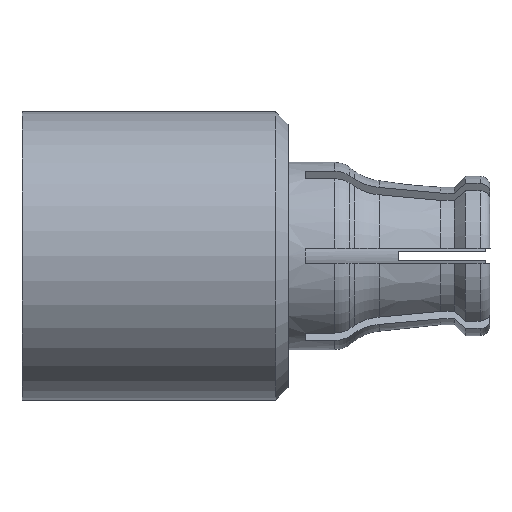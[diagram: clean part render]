
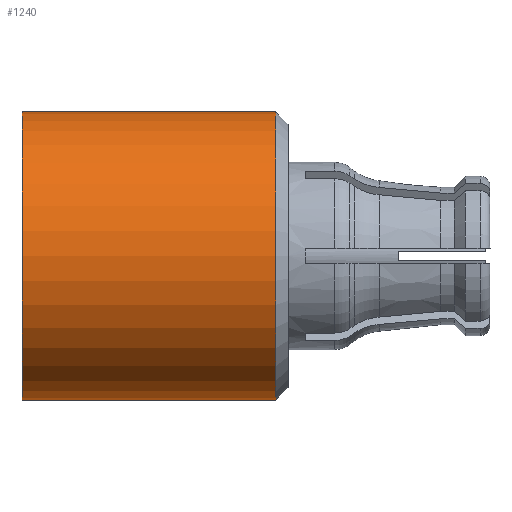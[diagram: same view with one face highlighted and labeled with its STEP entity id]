
A CAD part, top view. The second image highlights one B-rep face of the part: STEP entity #1240.
In plain terms, the highlighted cylindrical face has radius 1.486 mm (diameter 2.972 mm), a partial arc.
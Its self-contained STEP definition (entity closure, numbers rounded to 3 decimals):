
#26 = ORIENTED_EDGE ( 'NONE', *, *, #2961, .F. ) ;
#49 = EDGE_LOOP ( 'NONE', ( #3094, #996, #26, #4108 ) ) ;
#280 = AXIS2_PLACEMENT_3D ( 'NONE', #2278, #3319, #1635 ) ;
#313 = EDGE_CURVE ( 'NONE', #2027, #1513, #962, .T. ) ;
#332 = CYLINDRICAL_SURFACE ( 'NONE', #280, 1.486 ) ;
#392 = VERTEX_POINT ( 'NONE', #3522 ) ;
#461 = DIRECTION ( 'NONE',  ( 1., 0., 0. ) ) ;
#695 = CARTESIAN_POINT ( 'NONE',  ( -5.026, -1.486, 0. ) ) ;
#741 = FACE_OUTER_BOUND ( 'NONE', #49, .T. ) ;
#879 = CIRCLE ( 'NONE', #1629, 1.486 ) ;
#962 = LINE ( 'NONE', #1258, #1645 ) ;
#996 = ORIENTED_EDGE ( 'NONE', *, *, #313, .T. ) ;
#1184 = DIRECTION ( 'NONE',  ( 0., 1., 0. ) ) ;
#1240 = ADVANCED_FACE ( 'NONE', ( #741 ), #332, .T. ) ;
#1258 = CARTESIAN_POINT ( 'NONE',  ( -5.226, -1.486, 0. ) ) ;
#1279 = VECTOR ( 'NONE', #2231, 1000. ) ;
#1512 = CIRCLE ( 'NONE', #2058, 1.486 ) ;
#1513 = VERTEX_POINT ( 'NONE', #2656 ) ;
#1548 = DIRECTION ( 'NONE',  ( 1., 0., 0. ) ) ;
#1629 = AXIS2_PLACEMENT_3D ( 'NONE', #3579, #1548, #2855 ) ;
#1635 = DIRECTION ( 'NONE',  ( 0., 1., 0. ) ) ;
#1645 = VECTOR ( 'NONE', #3201, 1000. ) ;
#1690 = CARTESIAN_POINT ( 'NONE',  ( -5.026, 1.486, 0. ) ) ;
#1941 = LINE ( 'NONE', #2319, #1279 ) ;
#2010 = VERTEX_POINT ( 'NONE', #1690 ) ;
#2027 = VERTEX_POINT ( 'NONE', #695 ) ;
#2058 = AXIS2_PLACEMENT_3D ( 'NONE', #2739, #461, #1184 ) ;
#2231 = DIRECTION ( 'NONE',  ( 1., 0., 0. ) ) ;
#2278 = CARTESIAN_POINT ( 'NONE',  ( -5.226, 0., 0. ) ) ;
#2319 = CARTESIAN_POINT ( 'NONE',  ( -5.226, 1.486, 0. ) ) ;
#2656 = CARTESIAN_POINT ( 'NONE',  ( -2.41, -1.486, 0. ) ) ;
#2739 = CARTESIAN_POINT ( 'NONE',  ( -2.41, 0., 0. ) ) ;
#2855 = DIRECTION ( 'NONE',  ( 0., 1., 0. ) ) ;
#2961 = EDGE_CURVE ( 'NONE', #392, #1513, #1512, .T. ) ;
#3094 = ORIENTED_EDGE ( 'NONE', *, *, #3113, .T. ) ;
#3113 = EDGE_CURVE ( 'NONE', #2010, #2027, #879, .T. ) ;
#3201 = DIRECTION ( 'NONE',  ( 1., 0., 0. ) ) ;
#3319 = DIRECTION ( 'NONE',  ( 1., 0., 0. ) ) ;
#3522 = CARTESIAN_POINT ( 'NONE',  ( -2.41, 1.486, 0. ) ) ;
#3579 = CARTESIAN_POINT ( 'NONE',  ( -5.026, 0., 0. ) ) ;
#3725 = EDGE_CURVE ( 'NONE', #2010, #392, #1941, .T. ) ;
#4108 = ORIENTED_EDGE ( 'NONE', *, *, #3725, .F. ) ;
